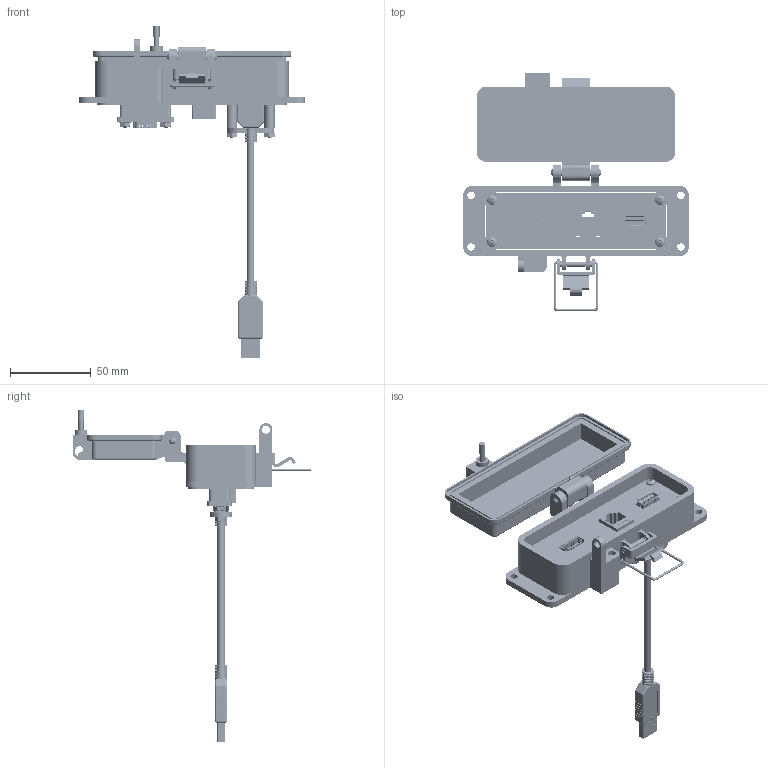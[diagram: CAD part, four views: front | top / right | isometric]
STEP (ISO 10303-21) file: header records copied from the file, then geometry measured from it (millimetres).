
FILE_DESCRIPTION (( 'STEP AP203' ), '1' );
FILE_NAME ('P-P11P38R2-H3RX_3D.STEP', '2022-08-02T19:13:12', ( '' ), ( '' ), 'SwSTEP 2.0', 'SolidWorks 2021', '' );
FILE_SCHEMA (( 'CONFIG_CONTROL_DESIGN' ));
Length unit declared in the file: millimetre
Products named in the file (20): P-P11P38R2-H3RX_BP180_1; Z-300-HDMI-FF; Z-000-440112FH_90273A119; R2; Z-000-44011_4FH_90273A117; 92005A124_METRIC PAN HEAD PHILLIPS MACHINE SCREW_92005A124; Z-020-3047; Z-300-RJ45CAT5; P-P11P38R2-H3RX_TP120_1; P-P11P38R2-H3RX_FP060_1; Z-H-H3_B; -H3; P-P11P38R2-H3RX_3D; Z-001-SPR_1-1_4; P38; Z-000-4243316TFP; Z-002-4401_4HN_90675A005; P11; P-P11P38R2-H3RX_TP120_2; P-P11P38R2-H3RX_TP060_3
Assembly tree (30 placements, depth 3):
  P-P11P38R2-H3RX_3D
    -H3
      Z-H-H3_B
    P-P11P38R2-H3RX_BP180_1
    P-P11P38R2-H3RX_FP060_1
    P-P11P38R2-H3RX_TP060_3
    P-P11P38R2-H3RX_TP120_1
    P-P11P38R2-H3RX_TP120_2
    Z-000-4243316TFP  x3
    P11
      Z-020-3047
    Z-000-440112FH_90273A119  x2
    Z-001-SPR_1-1_4  x2
    Z-002-4401_4HN_90675A005  x4
    P38
      Z-300-HDMI-FF
    Z-000-44011_4FH_90273A117  x2
    R2
      Z-300-RJ45CAT5
    92005A124_METRIC PAN HEAD PHILLIPS MACHINE SCREW_92005A124  x4
Bounding box: 140 x 147.61 x 205.72 mm (x, y, z)
Volume: 123062.7 mm3; surface area: 98682.2 mm2
Topology: 42 solids, 42 shells, 4810 faces, 13665 edges, 8955 vertices
Faces by surface type: cylinder 2150, plane 2035, bspline 358, cone 243, torus 16, sphere 8
Entity records: 132313 total; most frequent: CARTESIAN_POINT 45900, ORIENTED_EDGE 19136, DIRECTION 15614, EDGE_CURVE 9568, VERTEX_POINT 6266, VECTOR 6154, LINE 6154, AXIS2_PLACEMENT_3D 4730
